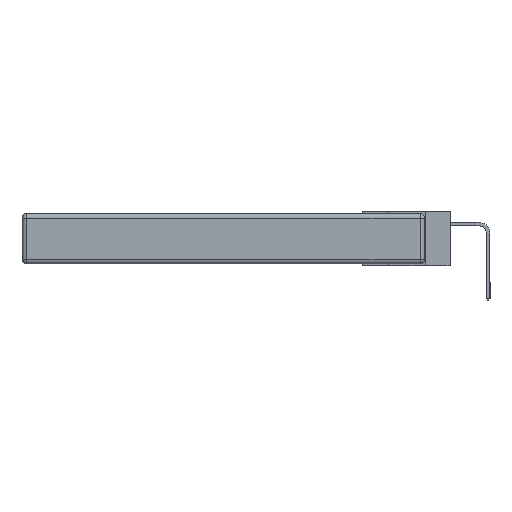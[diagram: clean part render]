
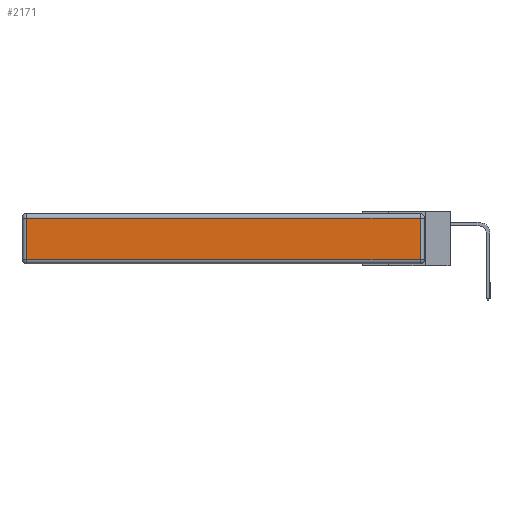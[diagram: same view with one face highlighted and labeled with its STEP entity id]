
A CAD part, left-side view. The second image highlights one B-rep face of the part: STEP entity #2171.
In plain terms, the highlighted planar face has unit normal (-1, 0, 0).
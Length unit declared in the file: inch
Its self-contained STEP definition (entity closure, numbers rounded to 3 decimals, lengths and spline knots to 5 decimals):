
#90 = LINE ( 'NONE', #9622, #4495 ) ;
#661 = VECTOR ( 'NONE', #11932, 39.37008 ) ;
#1285 = DIRECTION ( 'NONE',  ( 0., 0., -1. ) ) ;
#1563 = CARTESIAN_POINT ( 'NONE',  ( 0., 0.03, -0.03 ) ) ;
#2171 = ADVANCED_FACE ( 'NONE', ( #10971 ), #9970, .T. ) ;
#2501 = CARTESIAN_POINT ( 'NONE',  ( 0., 0., -0.343 ) ) ;
#2613 = DIRECTION ( 'NONE',  ( 0., -1., 0. ) ) ;
#2993 = VERTEX_POINT ( 'NONE', #1563 ) ;
#3439 = ORIENTED_EDGE ( 'NONE', *, *, #13698, .T. ) ;
#4488 = DIRECTION ( 'NONE',  ( -1., 0., 0. ) ) ;
#4495 = VECTOR ( 'NONE', #7546, 39.37008 ) ;
#4626 = CARTESIAN_POINT ( 'NONE',  ( 0., 2.72, -0.03 ) ) ;
#5124 = EDGE_CURVE ( 'NONE', #10022, #2993, #7432, .T. ) ;
#5499 = VECTOR ( 'NONE', #1285, 39.37008 ) ;
#5745 = ORIENTED_EDGE ( 'NONE', *, *, #7219, .T. ) ;
#6810 = CARTESIAN_POINT ( 'NONE',  ( 0., 0., -0.313 ) ) ;
#7028 = EDGE_LOOP ( 'NONE', ( #3439, #10322, #5745, #10496 ) ) ;
#7150 = EDGE_CURVE ( 'NONE', #11736, #11111, #8884, .T. ) ;
#7219 = EDGE_CURVE ( 'NONE', #2993, #11736, #90, .T. ) ;
#7432 = LINE ( 'NONE', #11973, #661 ) ;
#7546 = DIRECTION ( 'NONE',  ( 0., 1., 0. ) ) ;
#7737 = CARTESIAN_POINT ( 'NONE',  ( 0., 2.72, -0.313 ) ) ;
#7767 = CARTESIAN_POINT ( 'NONE',  ( 0., 2.72, -0.343 ) ) ;
#8531 = AXIS2_PLACEMENT_3D ( 'NONE', #2501, #4488, #8822 ) ;
#8822 = DIRECTION ( 'NONE',  ( 0., 0., 1. ) ) ;
#8884 = LINE ( 'NONE', #7767, #5499 ) ;
#9622 = CARTESIAN_POINT ( 'NONE',  ( 0., 2.75, -0.03 ) ) ;
#9970 = PLANE ( 'NONE',  #8531 ) ;
#10022 = VERTEX_POINT ( 'NONE', #12018 ) ;
#10322 = ORIENTED_EDGE ( 'NONE', *, *, #5124, .T. ) ;
#10496 = ORIENTED_EDGE ( 'NONE', *, *, #7150, .T. ) ;
#10502 = VECTOR ( 'NONE', #2613, 39.37008 ) ;
#10971 = FACE_OUTER_BOUND ( 'NONE', #7028, .T. ) ;
#11111 = VERTEX_POINT ( 'NONE', #7737 ) ;
#11736 = VERTEX_POINT ( 'NONE', #4626 ) ;
#11932 = DIRECTION ( 'NONE',  ( 0., 0., 1. ) ) ;
#11973 = CARTESIAN_POINT ( 'NONE',  ( 0., 0.03, -0.343 ) ) ;
#12018 = CARTESIAN_POINT ( 'NONE',  ( 0., 0.03, -0.313 ) ) ;
#13341 = LINE ( 'NONE', #6810, #10502 ) ;
#13698 = EDGE_CURVE ( 'NONE', #11111, #10022, #13341, .T. ) ;
